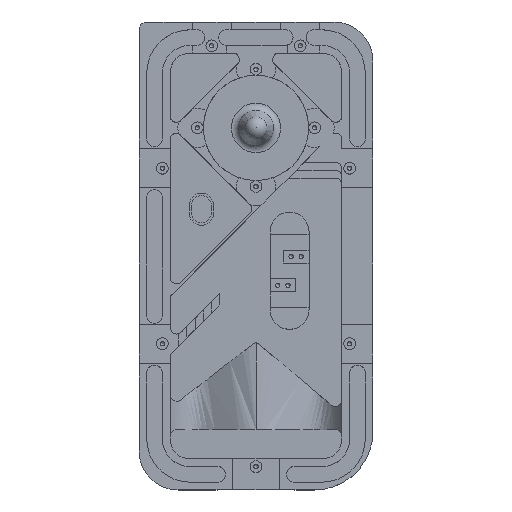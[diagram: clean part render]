
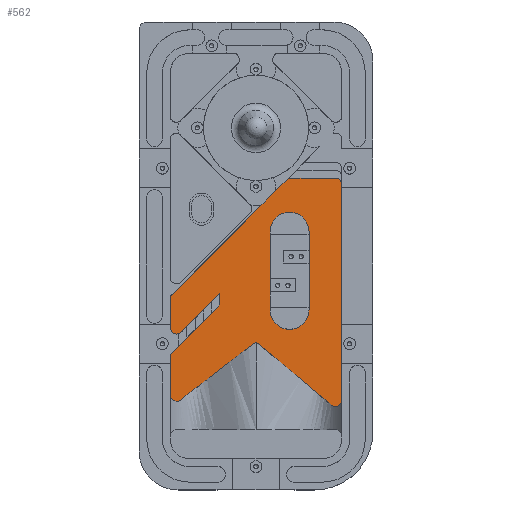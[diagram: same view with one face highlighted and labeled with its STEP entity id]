
A CAD part, top view. The second image highlights one B-rep face of the part: STEP entity #562.
In plain terms, the highlighted planar face has unit normal (0, 0, 1).
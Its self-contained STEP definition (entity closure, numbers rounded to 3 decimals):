
#103=FACE_BOUND('',#1200,.T.);
#104=FACE_BOUND('',#1201,.T.);
#400=CIRCLE('',#5033,1.6);
#401=CIRCLE('',#5034,1.6);
#402=CIRCLE('',#5035,1.6);
#403=CIRCLE('',#5036,1.6);
#404=CIRCLE('',#5037,1.6);
#405=CIRCLE('',#5038,1.6);
#406=CIRCLE('',#5039,1.);
#407=CIRCLE('',#5040,1.6);
#408=CIRCLE('',#5041,5.);
#409=CIRCLE('',#5042,5.);
#562=ADVANCED_FACE('',(#103,#104),#830,.T.);
#830=PLANE('',#5043);
#1200=EDGE_LOOP('',(#1784,#1785,#1786,#1787,#1788,#1789,#1790,#1791,#1792,
#1793,#1794,#1795,#1796,#1797,#1798,#1799,#1800,#1801));
#1201=EDGE_LOOP('',(#1802,#1803,#1804,#1805));
#1784=ORIENTED_EDGE('',*,*,#3584,.F.);
#1785=ORIENTED_EDGE('',*,*,#3594,.T.);
#1786=ORIENTED_EDGE('',*,*,#3450,.F.);
#1787=ORIENTED_EDGE('',*,*,#3595,.T.);
#1788=ORIENTED_EDGE('',*,*,#3456,.F.);
#1789=ORIENTED_EDGE('',*,*,#3596,.F.);
#1790=ORIENTED_EDGE('',*,*,#3597,.F.);
#1791=ORIENTED_EDGE('',*,*,#3598,.T.);
#1792=ORIENTED_EDGE('',*,*,#3477,.F.);
#1793=ORIENTED_EDGE('',*,*,#3599,.F.);
#1794=ORIENTED_EDGE('',*,*,#3498,.F.);
#1795=ORIENTED_EDGE('',*,*,#3600,.T.);
#1796=ORIENTED_EDGE('',*,*,#3508,.F.);
#1797=ORIENTED_EDGE('',*,*,#3601,.F.);
#1798=ORIENTED_EDGE('',*,*,#3602,.F.);
#1799=ORIENTED_EDGE('',*,*,#3603,.F.);
#1800=ORIENTED_EDGE('',*,*,#3604,.F.);
#1801=ORIENTED_EDGE('',*,*,#3605,.F.);
#1802=ORIENTED_EDGE('',*,*,#3606,.F.);
#1803=ORIENTED_EDGE('',*,*,#3607,.F.);
#1804=ORIENTED_EDGE('',*,*,#3608,.F.);
#1805=ORIENTED_EDGE('',*,*,#3609,.F.);
#2959=VERTEX_POINT('',#7071);
#2960=VERTEX_POINT('',#7072);
#2963=VERTEX_POINT('',#7083);
#2964=VERTEX_POINT('',#7084);
#2983=VERTEX_POINT('',#7127);
#2984=VERTEX_POINT('',#7128);
#3001=VERTEX_POINT('',#7167);
#3002=VERTEX_POINT('',#7169);
#3009=VERTEX_POINT('',#7187);
#3010=VERTEX_POINT('',#7188);
#3080=VERTEX_POINT('',#7405);
#3081=VERTEX_POINT('',#7407);
#3088=VERTEX_POINT('',#7427);
#3089=VERTEX_POINT('',#7429);
#3090=VERTEX_POINT('',#7434);
#3091=VERTEX_POINT('',#7436);
#3092=VERTEX_POINT('',#7438);
#3093=VERTEX_POINT('',#7440);
#3094=VERTEX_POINT('',#7443);
#3095=VERTEX_POINT('',#7444);
#3096=VERTEX_POINT('',#7446);
#3097=VERTEX_POINT('',#7448);
#3450=EDGE_CURVE('',#2959,#2960,#4085,.T.);
#3456=EDGE_CURVE('',#2963,#2964,#4091,.T.);
#3477=EDGE_CURVE('',#2983,#2984,#4112,.T.);
#3498=EDGE_CURVE('',#3001,#3002,#4130,.T.);
#3508=EDGE_CURVE('',#3009,#3010,#4140,.T.);
#3584=EDGE_CURVE('',#3080,#3081,#4183,.T.);
#3594=EDGE_CURVE('',#3080,#2960,#400,.T.);
#3595=EDGE_CURVE('',#2959,#2964,#401,.T.);
#3596=EDGE_CURVE('',#3088,#2963,#402,.T.);
#3597=EDGE_CURVE('',#3089,#3088,#4193,.T.);
#3598=EDGE_CURVE('',#3089,#2984,#403,.T.);
#3599=EDGE_CURVE('',#3002,#2983,#4194,.T.);
#3600=EDGE_CURVE('',#3001,#3010,#404,.T.);
#3601=EDGE_CURVE('',#3090,#3009,#405,.T.);
#3602=EDGE_CURVE('',#3091,#3090,#4195,.T.);
#3603=EDGE_CURVE('',#3092,#3091,#406,.T.);
#3604=EDGE_CURVE('',#3093,#3092,#4196,.T.);
#3605=EDGE_CURVE('',#3081,#3093,#407,.T.);
#3606=EDGE_CURVE('',#3094,#3095,#4197,.T.);
#3607=EDGE_CURVE('',#3096,#3094,#408,.T.);
#3608=EDGE_CURVE('',#3097,#3096,#4198,.T.);
#3609=EDGE_CURVE('',#3095,#3097,#409,.T.);
#4085=LINE('',#7070,#4550);
#4091=LINE('',#7082,#4556);
#4112=LINE('',#7126,#4577);
#4130=LINE('',#7168,#4595);
#4140=LINE('',#7186,#4605);
#4183=LINE('',#7406,#4649);
#4193=LINE('',#7428,#4659);
#4194=LINE('',#7431,#4660);
#4195=LINE('',#7435,#4661);
#4196=LINE('',#7439,#4662);
#4197=LINE('',#7442,#4663);
#4198=LINE('',#7447,#4664);
#4550=VECTOR('',#5593,1.);
#4556=VECTOR('',#5603,1.);
#4577=VECTOR('',#5630,1.);
#4595=VECTOR('',#5658,1.);
#4605=VECTOR('',#5670,1.);
#4649=VECTOR('',#5790,1.);
#4659=VECTOR('',#5808,1.);
#4660=VECTOR('',#5811,1.);
#4661=VECTOR('',#5816,1.);
#4662=VECTOR('',#5819,1.);
#4663=VECTOR('',#5822,1.);
#4664=VECTOR('',#5825,1.);
#5033=AXIS2_PLACEMENT_3D('',#7424,#5802,#5803);
#5034=AXIS2_PLACEMENT_3D('',#7425,#5804,#5805);
#5035=AXIS2_PLACEMENT_3D('',#7426,#5806,#5807);
#5036=AXIS2_PLACEMENT_3D('',#7430,#5809,#5810);
#5037=AXIS2_PLACEMENT_3D('',#7432,#5812,#5813);
#5038=AXIS2_PLACEMENT_3D('',#7433,#5814,#5815);
#5039=AXIS2_PLACEMENT_3D('',#7437,#5817,#5818);
#5040=AXIS2_PLACEMENT_3D('',#7441,#5820,#5821);
#5041=AXIS2_PLACEMENT_3D('',#7445,#5823,#5824);
#5042=AXIS2_PLACEMENT_3D('',#7449,#5826,#5827);
#5043=AXIS2_PLACEMENT_3D('',#7450,#5828,#5829);
#5593=DIRECTION('',(1.,0.,0.));
#5603=DIRECTION('',(0.707,0.707,0.));
#5630=DIRECTION('',(-0.707,-0.707,0.));
#5658=DIRECTION('',(0.707,0.707,0.));
#5670=DIRECTION('',(0.,1.,0.));
#5790=DIRECTION('',(0.,-1.,0.));
#5802=DIRECTION('',(0.,0.,1.));
#5803=DIRECTION('',(1.,0.,0.));
#5804=DIRECTION('',(0.,0.,1.));
#5805=DIRECTION('',(1.,0.,0.));
#5806=DIRECTION('',(0.,0.,-1.));
#5807=DIRECTION('',(1.,0.,0.));
#5808=DIRECTION('',(0.,1.,0.));
#5809=DIRECTION('',(0.,0.,1.));
#5810=DIRECTION('',(1.,0.,0.));
#5811=DIRECTION('',(0.,1.,0.));
#5812=DIRECTION('',(0.,0.,1.));
#5813=DIRECTION('',(1.,0.,0.));
#5814=DIRECTION('',(0.,0.,-1.));
#5815=DIRECTION('',(1.,0.,0.));
#5816=DIRECTION('',(-0.793,-0.61,0.));
#5817=DIRECTION('',(0.,0.,1.));
#5818=DIRECTION('',(1.,0.,0.));
#5819=DIRECTION('',(-0.766,0.643,0.));
#5820=DIRECTION('',(0.,0.,-1.));
#5821=DIRECTION('',(1.,0.,0.));
#5822=DIRECTION('',(0.,-1.,0.));
#5823=DIRECTION('',(0.,0.,1.));
#5824=DIRECTION('',(0.,-1.,0.));
#5825=DIRECTION('',(0.,1.,0.));
#5826=DIRECTION('',(0.,0.,1.));
#5827=DIRECTION('',(0.,-1.,0.));
#5828=DIRECTION('',(0.,0.,1.));
#5829=DIRECTION('',(1.,0.,0.));
#7070=CARTESIAN_POINT('',(8.275,20.,1.));
#7071=CARTESIAN_POINT('',(8.937,20.,1.));
#7072=CARTESIAN_POINT('',(20.4,20.,1.));
#7082=CARTESIAN_POINT('',(14.,25.725,1.));
#7083=CARTESIAN_POINT('',(-21.531,-9.806,1.));
#7084=CARTESIAN_POINT('',(7.806,19.531,1.));
#7126=CARTESIAN_POINT('',(-13.515,-13.802,1.));
#7127=CARTESIAN_POINT('',(-9.272,-9.559,1.));
#7128=CARTESIAN_POINT('',(-19.269,-19.556,1.));
#7167=CARTESIAN_POINT('',(-21.531,-24.819,1.));
#7168=CARTESIAN_POINT('',(-13.515,-16.802,1.));
#7169=CARTESIAN_POINT('',(-9.272,-12.559,1.));
#7186=CARTESIAN_POINT('',(-22.,47.,1.));
#7187=CARTESIAN_POINT('',(-22.,-35.673,1.));
#7188=CARTESIAN_POINT('',(-22.,-25.95,1.));
#7405=CARTESIAN_POINT('',(22.,18.4,1.));
#7406=CARTESIAN_POINT('',(22.,-47.,1.));
#7407=CARTESIAN_POINT('',(22.,-37.029,1.));
#7424=CARTESIAN_POINT('',(20.4,18.4,1.));
#7425=CARTESIAN_POINT('',(8.937,18.4,1.));
#7426=CARTESIAN_POINT('',(-20.4,-10.937,1.));
#7427=CARTESIAN_POINT('',(-22.,-10.937,1.));
#7428=CARTESIAN_POINT('',(-22.,47.,1.));
#7429=CARTESIAN_POINT('',(-22.,-18.425,1.));
#7430=CARTESIAN_POINT('',(-20.4,-18.425,1.));
#7431=CARTESIAN_POINT('',(-9.272,-12.559,1.));
#7432=CARTESIAN_POINT('',(-20.4,-25.95,1.));
#7433=CARTESIAN_POINT('',(-20.4,-35.673,1.));
#7434=CARTESIAN_POINT('',(-19.424,-36.941,1.));
#7435=CARTESIAN_POINT('',(-0.637,-22.49,1.));
#7436=CARTESIAN_POINT('',(-0.637,-22.49,1.));
#7437=CARTESIAN_POINT('',(-0.027,-23.283,1.));
#7438=CARTESIAN_POINT('',(0.616,-22.517,1.));
#7439=CARTESIAN_POINT('',(19.372,-38.255,1.));
#7440=CARTESIAN_POINT('',(19.372,-38.255,1.));
#7441=CARTESIAN_POINT('',(20.4,-37.029,1.));
#7442=CARTESIAN_POINT('',(3.6,6.2,1.));
#7443=CARTESIAN_POINT('',(3.6,6.2,1.));
#7444=CARTESIAN_POINT('',(3.6,-13.8,1.));
#7445=CARTESIAN_POINT('',(8.6,6.2,1.));
#7446=CARTESIAN_POINT('',(13.6,6.2,1.));
#7447=CARTESIAN_POINT('',(13.6,0.,1.));
#7448=CARTESIAN_POINT('',(13.6,-13.8,1.));
#7449=CARTESIAN_POINT('',(8.6,-13.8,1.));
#7450=CARTESIAN_POINT('',(-17.,-47.,1.));
